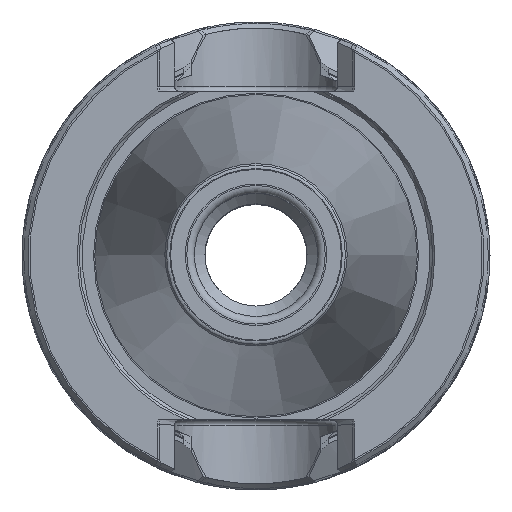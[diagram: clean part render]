
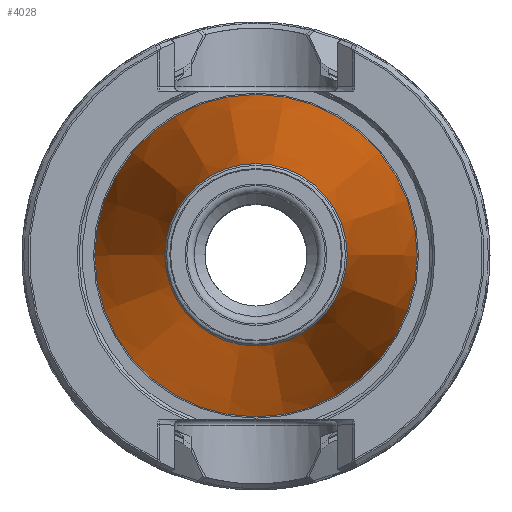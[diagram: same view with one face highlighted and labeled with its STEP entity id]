
A CAD part, top view. The second image highlights one B-rep face of the part: STEP entity #4028.
In plain terms, the highlighted conical face has half-angle 8.297 degrees and reference radius 8.959 mm.
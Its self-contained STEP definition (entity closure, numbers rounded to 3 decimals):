
#450=CONICAL_SURFACE('',#4318,8.959,0.145);
#996=ORIENTED_EDGE('',*,*,#1590,.T.);
#997=ORIENTED_EDGE('',*,*,#1591,.T.);
#1590=EDGE_CURVE('',#1925,#1925,#2096,.F.);
#1591=EDGE_CURVE('',#1926,#1926,#2097,.T.);
#1925=VERTEX_POINT('',#6157);
#1926=VERTEX_POINT('',#6159);
#2096=CIRCLE('',#4319,9.022);
#2097=CIRCLE('',#4320,15.952);
#2275=EDGE_LOOP('',(#996));
#2276=EDGE_LOOP('',(#997));
#2513=FACE_BOUND('',#2275,.T.);
#2514=FACE_BOUND('',#2276,.T.);
#4028=ADVANCED_FACE('',(#2513,#2514),#450,.T.);
#4318=AXIS2_PLACEMENT_3D('',#6155,#4916,#4917);
#4319=AXIS2_PLACEMENT_3D('',#6156,#4918,#4919);
#4320=AXIS2_PLACEMENT_3D('',#6158,#4920,#4921);
#4916=DIRECTION('',(0.,0.,-1.));
#4917=DIRECTION('',(-1.,0.,0.));
#4918=DIRECTION('',(0.,0.,1.));
#4919=DIRECTION('',(1.,0.,0.));
#4920=DIRECTION('',(0.,0.,1.));
#4921=DIRECTION('',(1.,0.,0.));
#6155=CARTESIAN_POINT('',(0.,0.,48.6));
#6156=CARTESIAN_POINT('',(0.,0.,48.172));
#6157=CARTESIAN_POINT('',(9.022,0.,48.172));
#6158=CARTESIAN_POINT('',(0.,0.,0.65));
#6159=CARTESIAN_POINT('',(15.952,0.,0.65));
